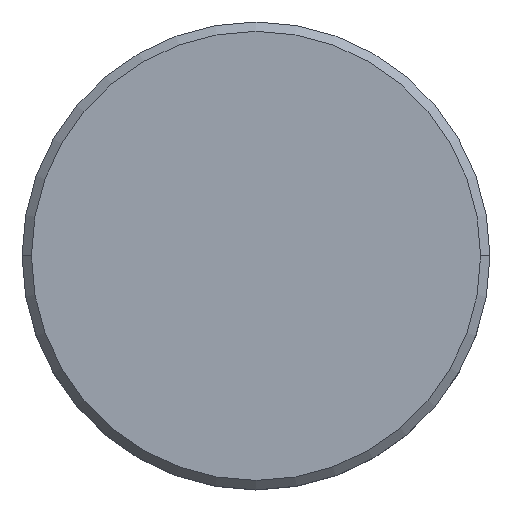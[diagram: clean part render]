
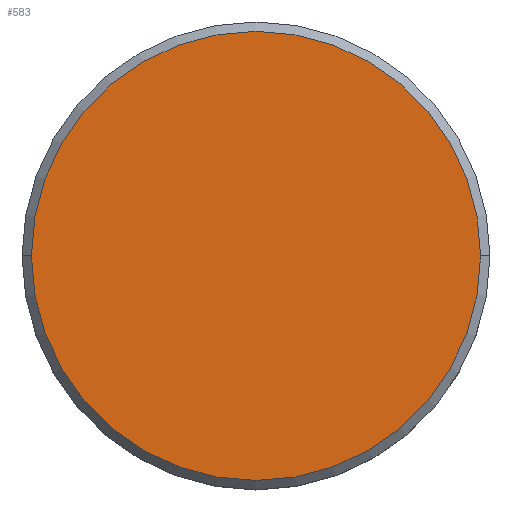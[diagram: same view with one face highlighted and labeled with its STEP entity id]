
A CAD part, top view. The second image highlights one B-rep face of the part: STEP entity #583.
In plain terms, the highlighted planar face has unit normal (0, 0, 1).
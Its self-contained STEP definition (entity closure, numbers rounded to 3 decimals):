
#148 = CARTESIAN_POINT ( 'NONE',  ( 0., 0., 0. ) ) ;
#156 = PLANE ( 'NONE',  #159 ) ;
#159 = AXIS2_PLACEMENT_3D ( 'NONE', #1159, #869, #497 ) ;
#238 = DIRECTION ( 'NONE',  ( 0., 0., 1. ) ) ;
#248 = EDGE_CURVE ( 'NONE', #710, #531, #874, .T. ) ;
#263 = DIRECTION ( 'NONE',  ( 0., 0., 1. ) ) ;
#276 = CIRCLE ( 'NONE', #709, 12. ) ;
#287 = EDGE_CURVE ( 'NONE', #531, #710, #276, .T. ) ;
#434 = DIRECTION ( 'NONE',  ( 1., 0., 0. ) ) ;
#438 = CARTESIAN_POINT ( 'NONE',  ( -12., 0., 0. ) ) ;
#473 = ORIENTED_EDGE ( 'NONE', *, *, #248, .T. ) ;
#497 = DIRECTION ( 'NONE',  ( 1., 0., 0. ) ) ;
#516 = FACE_OUTER_BOUND ( 'NONE', #776, .T. ) ;
#531 = VERTEX_POINT ( 'NONE', #689 ) ;
#583 = ADVANCED_FACE ( 'NONE', ( #516 ), #156, .T. ) ;
#671 = ORIENTED_EDGE ( 'NONE', *, *, #287, .T. ) ;
#689 = CARTESIAN_POINT ( 'NONE',  ( 12., 0., 0. ) ) ;
#709 = AXIS2_PLACEMENT_3D ( 'NONE', #722, #263, #996 ) ;
#710 = VERTEX_POINT ( 'NONE', #438 ) ;
#722 = CARTESIAN_POINT ( 'NONE',  ( 0., 0., 0. ) ) ;
#776 = EDGE_LOOP ( 'NONE', ( #473, #671 ) ) ;
#869 = DIRECTION ( 'NONE',  ( 0., 0., 1. ) ) ;
#874 = CIRCLE ( 'NONE', #928, 12. ) ;
#928 = AXIS2_PLACEMENT_3D ( 'NONE', #148, #238, #434 ) ;
#996 = DIRECTION ( 'NONE',  ( 1., 0., 0. ) ) ;
#1159 = CARTESIAN_POINT ( 'NONE',  ( 0., 0., 0. ) ) ;
